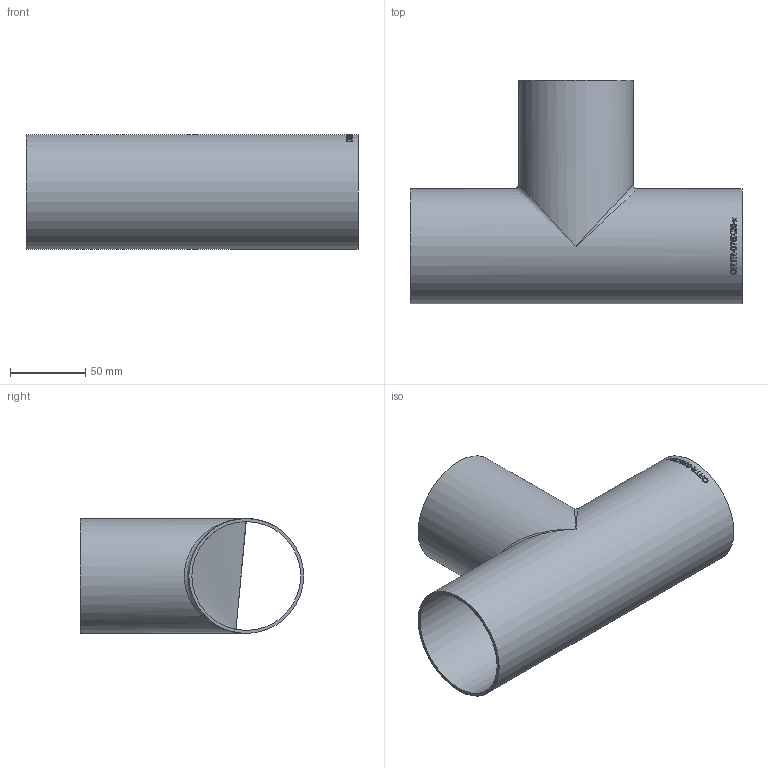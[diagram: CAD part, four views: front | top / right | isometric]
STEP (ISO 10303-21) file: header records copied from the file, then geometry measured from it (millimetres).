
FILE_DESCRIPTION (( 'STEP AP214' ), '1' );
FILE_NAME ('ORTR-076X20-x T-Stück 2004.STEP', '2020-04-06T11:32:16', ( '' ), ( '' ), 'SwSTEP 2.0', 'SolidWorks 2019', '' );
FILE_SCHEMA (( 'AUTOMOTIVE_DESIGN' ));
Length unit declared in the file: millimetre
Products named in the file (1): ORTR-076X20-x T-Stück 2004
Bounding box: 220 x 148.05 x 76.1 mm (x, y, z)
Volume: 131339.5 mm3; surface area: 132768.3 mm2
Topology: 1 solids, 1 shells, 180 faces, 478 edges, 310 vertices
Faces by surface type: bspline 104, plane 53, cylinder 23
Full cylindrical faces by diameter (mm): 72.1 x2, 76.1 x2
Entity records: 21194 total; most frequent: CARTESIAN_POINT 15852, ORIENTED_EDGE 928, EDGE_CURVE 464, DIRECTION 365, B_SPLINE_CURVE_WITH_KNOTS 317, VERTEX_POINT 310, EDGE_LOOP 208, FACE_OUTER_BOUND 184
